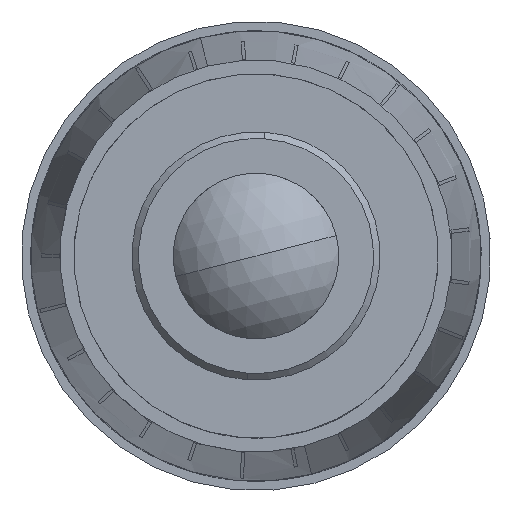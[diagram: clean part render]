
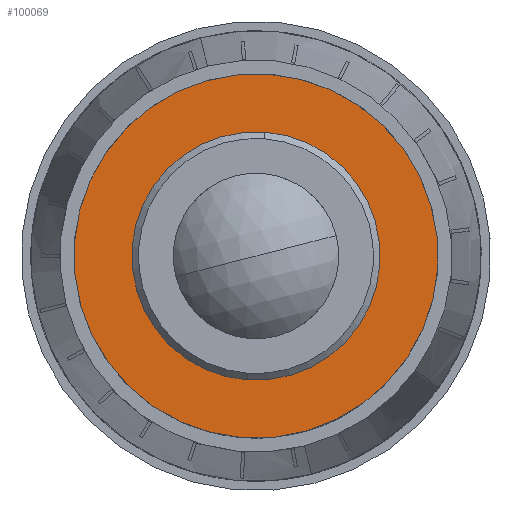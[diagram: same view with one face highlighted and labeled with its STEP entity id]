
A CAD part, left-side view. The second image highlights one B-rep face of the part: STEP entity #100069.
In plain terms, the highlighted planar face has unit normal (-1, 0, 0).
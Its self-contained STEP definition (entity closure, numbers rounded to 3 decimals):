
#2493 = CARTESIAN_POINT ( 'NONE',  ( 20.464, -23.097, -12.029 ) ) ;
#2529 = DIRECTION ( 'NONE',  ( -1., 0., 0. ) ) ;
#3009 = ORIENTED_EDGE ( 'NONE', *, *, #25318, .T. ) ;
#5526 = DIRECTION ( 'NONE',  ( -1., 0., 0. ) ) ;
#6902 = EDGE_LOOP ( 'NONE', ( #54030, #25186 ) ) ;
#8057 = ORIENTED_EDGE ( 'NONE', *, *, #42906, .T. ) ;
#9394 = AXIS2_PLACEMENT_3D ( 'NONE', #56447, #5526, #64983 ) ;
#9960 = VERTEX_POINT ( 'NONE', #89511 ) ;
#13260 = CIRCLE ( 'NONE', #48383, 6.972 ) ;
#13473 = EDGE_CURVE ( 'NONE', #28165, #9960, #65184, .T. ) ;
#13737 = DIRECTION ( 'NONE',  ( -1., 0., 0. ) ) ;
#14918 = VERTEX_POINT ( 'NONE', #66600 ) ;
#17363 = VERTEX_POINT ( 'NONE', #2493 ) ;
#18026 = LINE ( 'NONE', #95485, #83197 ) ;
#21296 = EDGE_CURVE ( 'NONE', #14918, #17363, #85045, .T. ) ;
#23409 = DIRECTION ( 'NONE',  ( 1., 0., 0. ) ) ;
#25186 = ORIENTED_EDGE ( 'NONE', *, *, #13473, .F. ) ;
#25318 = EDGE_CURVE ( 'NONE', #99781, #94302, #18026, .T. ) ;
#28165 = VERTEX_POINT ( 'NONE', #97812 ) ;
#34470 = CIRCLE ( 'NONE', #74441, 4.763 ) ;
#39085 = AXIS2_PLACEMENT_3D ( 'NONE', #74329, #23409, #82844 ) ;
#42034 = CARTESIAN_POINT ( 'NONE',  ( 20.464, -23.16, -12.046 ) ) ;
#42887 = CARTESIAN_POINT ( 'NONE',  ( 20.464, -23.593, -5.074 ) ) ;
#42906 = EDGE_CURVE ( 'NONE', #17363, #99781, #13260, .T. ) ;
#44553 = DIRECTION ( 'NONE',  ( 0., 0.062, -0.998 ) ) ;
#46077 = DIRECTION ( 'NONE',  ( -1., 0., 0. ) ) ;
#48383 = AXIS2_PLACEMENT_3D ( 'NONE', #96988, #46077, #105466 ) ;
#51446 = DIRECTION ( 'NONE',  ( 0., 0.071, -0.997 ) ) ;
#53463 = CARTESIAN_POINT ( 'NONE',  ( 20.464, -23.593, -5.074 ) ) ;
#54030 = ORIENTED_EDGE ( 'NONE', *, *, #58801, .F. ) ;
#56447 = CARTESIAN_POINT ( 'NONE',  ( 20.464, -23.593, -5.074 ) ) ;
#58801 = EDGE_CURVE ( 'NONE', #9960, #28165, #34470, .T. ) ;
#59463 = CARTESIAN_POINT ( 'NONE',  ( 20.464, -23.033, -12.037 ) ) ;
#59525 = ORIENTED_EDGE ( 'NONE', *, *, #21296, .T. ) ;
#61993 = DIRECTION ( 'NONE',  ( 0., 0.071, -0.997 ) ) ;
#64667 = CARTESIAN_POINT ( 'NONE',  ( 20.464, -23.593, -5.074 ) ) ;
#64983 = DIRECTION ( 'NONE',  ( 0., 0.071, -0.997 ) ) ;
#65184 = CIRCLE ( 'NONE', #84027, 4.763 ) ;
#65415 = LINE ( 'NONE', #70224, #87960 ) ;
#66600 = CARTESIAN_POINT ( 'NONE',  ( 20.464, -23.034, -12.024 ) ) ;
#68611 = EDGE_LOOP ( 'NONE', ( #109770, #80458, #59525, #8057, #3009 ) ) ;
#70224 = CARTESIAN_POINT ( 'NONE',  ( 20.464, -23.033, -12.037 ) ) ;
#72607 = EDGE_CURVE ( 'NONE', #14918, #107433, #65415, .T. ) ;
#73215 = DIRECTION ( 'NONE',  ( 0., 0.071, -0.997 ) ) ;
#74329 = CARTESIAN_POINT ( 'NONE',  ( 20.464, -30.56, -5.571 ) ) ;
#74441 = AXIS2_PLACEMENT_3D ( 'NONE', #64667, #13737, #73215 ) ;
#79155 = CARTESIAN_POINT ( 'NONE',  ( 20.464, -23.16, -12.033 ) ) ;
#80458 = ORIENTED_EDGE ( 'NONE', *, *, #72607, .F. ) ;
#82844 = DIRECTION ( 'NONE',  ( 0., -0.071, 0.997 ) ) ;
#83197 = VECTOR ( 'NONE', #44553, 1000. ) ;
#84027 = AXIS2_PLACEMENT_3D ( 'NONE', #53463, #2529, #61993 ) ;
#84472 = AXIS2_PLACEMENT_3D ( 'NONE', #42887, #102319, #51446 ) ;
#85045 = CIRCLE ( 'NONE', #9394, 6.972 ) ;
#87286 = DIRECTION ( 'NONE',  ( 0., 0.08, -0.997 ) ) ;
#87960 = VECTOR ( 'NONE', #87286, 1000. ) ;
#89511 = CARTESIAN_POINT ( 'NONE',  ( 20.464, -23.254, -9.825 ) ) ;
#90791 = FACE_BOUND ( 'NONE', #6902, .T. ) ;
#91047 = PLANE ( 'NONE',  #39085 ) ;
#94302 = VERTEX_POINT ( 'NONE', #42034 ) ;
#95485 = CARTESIAN_POINT ( 'NONE',  ( 20.464, -23.16, -12.046 ) ) ;
#96632 = CIRCLE ( 'NONE', #84472, 6.985 ) ;
#96988 = CARTESIAN_POINT ( 'NONE',  ( 20.464, -23.593, -5.074 ) ) ;
#97812 = CARTESIAN_POINT ( 'NONE',  ( 20.464, -23.931, -0.324 ) ) ;
#98102 = EDGE_CURVE ( 'NONE', #94302, #107433, #96632, .T. ) ;
#99781 = VERTEX_POINT ( 'NONE', #79155 ) ;
#100069 = ADVANCED_FACE ( 'NONE', ( #101404, #90791 ), #91047, .F. ) ;
#101404 = FACE_OUTER_BOUND ( 'NONE', #68611, .T. ) ;
#102319 = DIRECTION ( 'NONE',  ( -1., 0., 0. ) ) ;
#105466 = DIRECTION ( 'NONE',  ( 0., 0.071, -0.997 ) ) ;
#107433 = VERTEX_POINT ( 'NONE', #59463 ) ;
#109770 = ORIENTED_EDGE ( 'NONE', *, *, #98102, .T. ) ;
